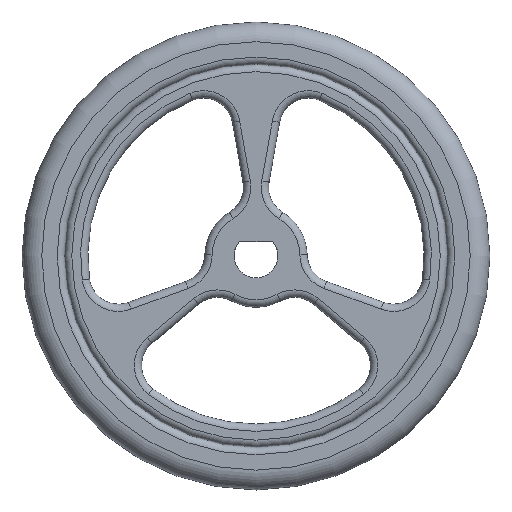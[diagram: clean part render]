
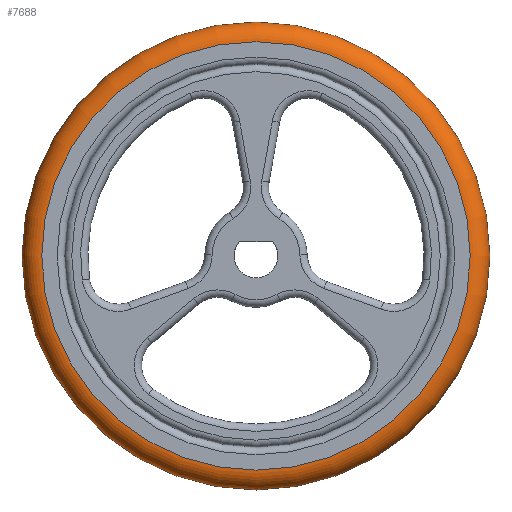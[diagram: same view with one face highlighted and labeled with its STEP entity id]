
A CAD part, top view. The second image highlights one B-rep face of the part: STEP entity #7688.
In plain terms, the highlighted toroidal (fillet/blend) face has major radius 14.65 mm and minor radius 1.35 mm.
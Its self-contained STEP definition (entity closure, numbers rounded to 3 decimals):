
#216=TOROIDAL_SURFACE('',#8200,14.65,1.35);
#2041=FACE_OUTER_BOUND('',#2523,.T.);
#2523=EDGE_LOOP('',(#5421,#5422,#5423,#5424,#5425,#5426));
#3020=CIRCLE('',#8198,14.65);
#3021=CIRCLE('',#8199,14.65);
#3022=CIRCLE('',#8201,1.35);
#3023=CIRCLE('',#8202,16.);
#3024=CIRCLE('',#8203,16.);
#3448=VERTEX_POINT('',#11995);
#3449=VERTEX_POINT('',#11996);
#3450=VERTEX_POINT('',#12000);
#3451=VERTEX_POINT('',#12002);
#4224=EDGE_CURVE('',#3448,#3449,#3020,.T.);
#4225=EDGE_CURVE('',#3449,#3448,#3021,.T.);
#4226=EDGE_CURVE('',#3449,#3450,#3022,.T.);
#4227=EDGE_CURVE('',#3450,#3451,#3023,.T.);
#4228=EDGE_CURVE('',#3451,#3450,#3024,.T.);
#5421=ORIENTED_EDGE('',*,*,#4224,.F.);
#5422=ORIENTED_EDGE('',*,*,#4225,.F.);
#5423=ORIENTED_EDGE('',*,*,#4226,.T.);
#5424=ORIENTED_EDGE('',*,*,#4227,.T.);
#5425=ORIENTED_EDGE('',*,*,#4228,.T.);
#5426=ORIENTED_EDGE('',*,*,#4226,.F.);
#7688=ADVANCED_FACE('',(#2041),#216,.T.);
#8198=AXIS2_PLACEMENT_3D('',#11997,#8847,#8848);
#8199=AXIS2_PLACEMENT_3D('',#11998,#8849,#8850);
#8200=AXIS2_PLACEMENT_3D('',#11999,#8851,#8852);
#8201=AXIS2_PLACEMENT_3D('',#12001,#8853,#8854);
#8202=AXIS2_PLACEMENT_3D('',#12003,#8855,#8856);
#8203=AXIS2_PLACEMENT_3D('',#12004,#8857,#8858);
#8847=DIRECTION('center_axis',(0.,0.,1.));
#8848=DIRECTION('ref_axis',(0.,-1.,0.));
#8849=DIRECTION('center_axis',(0.,0.,1.));
#8850=DIRECTION('ref_axis',(0.,-1.,0.));
#8851=DIRECTION('center_axis',(0.,0.,1.));
#8852=DIRECTION('ref_axis',(0.,-1.,0.));
#8853=DIRECTION('center_axis',(-1.,0.,0.));
#8854=DIRECTION('ref_axis',(0.,1.,0.));
#8855=DIRECTION('center_axis',(0.,0.,1.));
#8856=DIRECTION('ref_axis',(0.,-1.,0.));
#8857=DIRECTION('center_axis',(0.,0.,1.));
#8858=DIRECTION('ref_axis',(0.,-1.,0.));
#11995=CARTESIAN_POINT('',(0.,-14.65,3.3));
#11996=CARTESIAN_POINT('',(0.,14.65,3.3));
#11997=CARTESIAN_POINT('Origin',(0.,0.,3.3));
#11998=CARTESIAN_POINT('Origin',(0.,0.,3.3));
#11999=CARTESIAN_POINT('Origin',(0.,0.,1.95));
#12000=CARTESIAN_POINT('',(0.,16.,1.95));
#12001=CARTESIAN_POINT('Origin',(0.,14.65,1.95));
#12002=CARTESIAN_POINT('',(0.,-16.,1.95));
#12003=CARTESIAN_POINT('Origin',(0.,0.,1.95));
#12004=CARTESIAN_POINT('Origin',(0.,0.,1.95));
